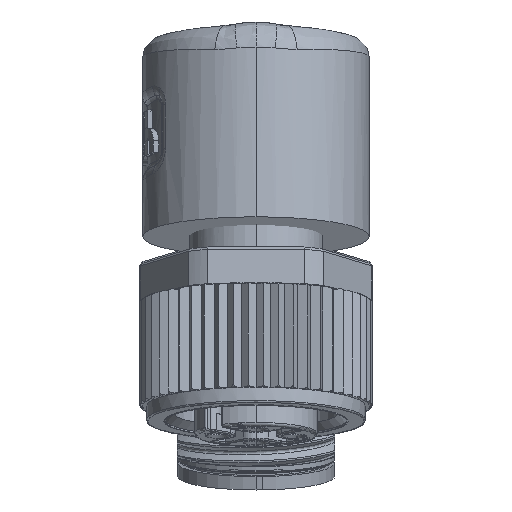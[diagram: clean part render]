
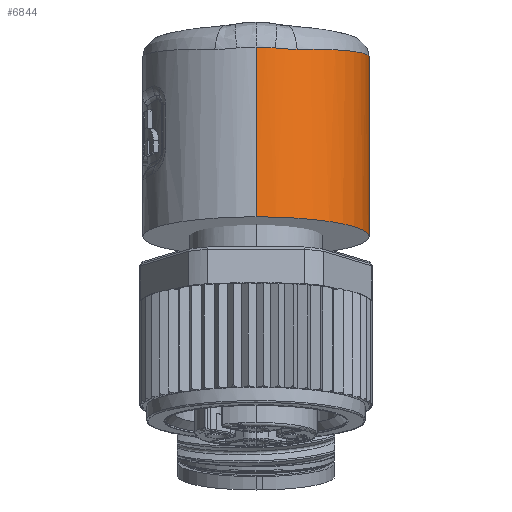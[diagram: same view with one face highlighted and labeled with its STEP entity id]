
A CAD part, front view. The second image highlights one B-rep face of the part: STEP entity #6844.
In plain terms, the highlighted cylindrical face has radius 7.5 mm (diameter 15 mm), a partial arc.
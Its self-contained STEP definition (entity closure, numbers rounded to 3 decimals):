
#6844=ADVANCED_FACE('',(#13726),#13727,.T.);
#13726=FACE_OUTER_BOUND('',#43589,.T.);
#13727=CYLINDRICAL_SURFACE('',#43590,7.5);
#43589=EDGE_LOOP('',(#64881,#64882,#64883,#64884,#64885,#64886,#64887,#64888,#64889,#64890,#64891));
#43590=AXIS2_PLACEMENT_3D('',#64892,#64893,#64894);
#64881=ORIENTED_EDGE('',*,*,#73099,.F.);
#64882=ORIENTED_EDGE('',*,*,#73103,.F.);
#64883=ORIENTED_EDGE('',*,*,#73240,.F.);
#64884=ORIENTED_EDGE('',*,*,#73241,.F.);
#64885=ORIENTED_EDGE('',*,*,#73242,.F.);
#64886=ORIENTED_EDGE('',*,*,#73105,.F.);
#64887=ORIENTED_EDGE('',*,*,#73095,.F.);
#64888=ORIENTED_EDGE('',*,*,#73243,.F.);
#64889=ORIENTED_EDGE('',*,*,#73150,.T.);
#64890=ORIENTED_EDGE('',*,*,#73244,.T.);
#64891=ORIENTED_EDGE('',*,*,#73092,.F.);
#64892=CARTESIAN_POINT('',(0.0,6.646,-7.682));
#64893=DIRECTION('',(0.0,-0.174,-0.985));
#64894=DIRECTION('',(0.0,-0.985,0.174));
#73092=EDGE_CURVE('',#84697,#84693,#84699,.T.);
#73095=EDGE_CURVE('',#84701,#84703,#84704,.T.);
#73099=EDGE_CURVE('',#84707,#84697,#84709,.T.);
#73103=EDGE_CURVE('',#84713,#84707,#84715,.T.);
#73105=EDGE_CURVE('',#84703,#84717,#84718,.T.);
#73150=EDGE_CURVE('',#84778,#84777,#84780,.T.);
#73240=EDGE_CURVE('',#84906,#84713,#84907,.T.);
#73241=EDGE_CURVE('',#84908,#84906,#84909,.T.);
#73242=EDGE_CURVE('',#84717,#84908,#84910,.T.);
#73243=EDGE_CURVE('',#84778,#84701,#84911,.T.);
#73244=EDGE_CURVE('',#84777,#84693,#84912,.T.);
#84693=VERTEX_POINT('',#110707);
#84697=VERTEX_POINT('',#110735);
#84699=B_SPLINE_CURVE_WITH_KNOTS('',3,(#110741,#110742,#110743,#110744,#110745,#110746,#110747,#110748,#110749,#110750,#110751,#110752,#110753,#110754,#110755,#110756,#110757,#110758,#110759,#110760,#110761,#110762),.UNSPECIFIED.,.F.,.F.,(4,1,1,1,1,1,1,1,1,1,1,1,1,1,1,1,1,1,1,4),(0.0,0.053,0.105,0.158,0.211,0.263,0.316,0.368,0.421,0.474,0.526,0.579,0.632,0.684,0.737,0.789,0.842,0.895,0.947,1.0),.UNSPECIFIED.);
#84701=VERTEX_POINT('',#110764);
#84703=VERTEX_POINT('',#110772);
#84704=B_SPLINE_CURVE_WITH_KNOTS('',3,(#110773,#110774,#110775,#110776,#110777,#110778,#110779,#110780),.UNSPECIFIED.,.F.,.F.,(4,1,1,1,1,4),(0.0,0.203,0.406,0.606,0.804,1.0),.UNSPECIFIED.);
#84707=VERTEX_POINT('',#110789);
#84709=B_SPLINE_CURVE_WITH_KNOTS('',3,(#110794,#110795,#110796,#110797,#110798,#110799),.UNSPECIFIED.,.F.,.F.,(4,1,1,4),(0.0,0.333,0.667,1.0),.UNSPECIFIED.);
#84713=VERTEX_POINT('',#110808);
#84715=B_SPLINE_CURVE_WITH_KNOTS('',3,(#110813,#110814,#110815,#110816,#110817,#110818),.UNSPECIFIED.,.F.,.F.,(4,1,1,4),(0.0,0.333,0.667,1.0),.UNSPECIFIED.);
#84717=VERTEX_POINT('',#110820);
#84718=B_SPLINE_CURVE_WITH_KNOTS('',3,(#110821,#110822,#110823,#110824,#110825,#110826),.UNSPECIFIED.,.F.,.F.,(4,1,1,4),(0.0,0.333,0.667,1.0),.UNSPECIFIED.);
#84777=VERTEX_POINT('',#111015);
#84778=VERTEX_POINT('',#111016);
#84780=CIRCLE('',#111018,7.5);
#84906=VERTEX_POINT('',#111729);
#84907=B_SPLINE_CURVE_WITH_KNOTS('',3,(#111730,#111731,#111732,#111733,#111734,#111735),.UNSPECIFIED.,.F.,.F.,(4,1,1,4),(0.0,0.333,0.667,1.0),.UNSPECIFIED.);
#84908=VERTEX_POINT('',#111736);
#84909=B_SPLINE_CURVE_WITH_KNOTS('',3,(#111737,#111738,#111739,#111740,#111741,#111742),.UNSPECIFIED.,.F.,.F.,(4,1,1,4),(0.0,0.333,0.667,1.0),.UNSPECIFIED.);
#84910=B_SPLINE_CURVE_WITH_KNOTS('',3,(#111743,#111744,#111745,#111746,#111747,#111748,#111749,#111750,#111751,#111752,#111753,#111754,#111755,#111756,#111757),.UNSPECIFIED.,.F.,.F.,(4,1,1,1,1,1,1,1,1,1,1,1,4),(0.0,0.083,0.167,0.25,0.333,0.417,0.5,0.583,0.667,0.75,0.833,0.917,1.0),.UNSPECIFIED.);
#84911=LINE('',#111758,#111759);
#84912=LINE('',#111760,#111761);
#110707=CARTESIAN_POINT('',(0.,14.348,-7.187));
#110735=CARTESIAN_POINT('',(6.536,11.568,-0.949));
#110741=CARTESIAN_POINT('',(6.536,11.568,-0.949));
#110742=CARTESIAN_POINT('',(6.52,11.574,-1.077));
#110743=CARTESIAN_POINT('',(6.481,11.598,-1.342));
#110744=CARTESIAN_POINT('',(6.394,11.67,-1.769));
#110745=CARTESIAN_POINT('',(6.273,11.784,-2.227));
#110746=CARTESIAN_POINT('',(6.109,11.942,-2.719));
#110747=CARTESIAN_POINT('',(5.893,12.145,-3.24));
#110748=CARTESIAN_POINT('',(5.622,12.382,-3.772));
#110749=CARTESIAN_POINT('',(5.296,12.642,-4.298));
#110750=CARTESIAN_POINT('',(4.928,12.904,-4.791));
#110751=CARTESIAN_POINT('',(4.528,13.155,-5.239));
#110752=CARTESIAN_POINT('',(4.105,13.387,-5.637));
#110753=CARTESIAN_POINT('',(3.667,13.595,-5.984));
#110754=CARTESIAN_POINT('',(3.219,13.777,-6.282));
#110755=CARTESIAN_POINT('',(2.764,13.934,-6.534));
#110756=CARTESIAN_POINT('',(2.305,14.064,-6.741));
#110757=CARTESIAN_POINT('',(1.844,14.169,-6.907));
#110758=CARTESIAN_POINT('',(1.381,14.25,-7.034));
#110759=CARTESIAN_POINT('',(0.918,14.307,-7.123));
#110760=CARTESIAN_POINT('',(0.457,14.341,-7.175));
#110761=CARTESIAN_POINT('',(0.152,14.348,-7.187));
#110762=CARTESIAN_POINT('',(0.,14.348,-7.187));
#110764=CARTESIAN_POINT('',(0.,1.239,4.847));
#110772=CARTESIAN_POINT('',(1.266,1.337,4.784));
#110773=CARTESIAN_POINT('',(0.,1.239,4.847));
#110774=CARTESIAN_POINT('',(0.086,1.239,4.847));
#110775=CARTESIAN_POINT('',(0.259,1.242,4.846));
#110776=CARTESIAN_POINT('',(0.516,1.254,4.839));
#110777=CARTESIAN_POINT('',(0.769,1.274,4.828));
#110778=CARTESIAN_POINT('',(1.019,1.302,4.81));
#110779=CARTESIAN_POINT('',(1.184,1.325,4.794));
#110780=CARTESIAN_POINT('',(1.266,1.337,4.784));
#110789=CARTESIAN_POINT('',(6.569,11.604,-0.401));
#110794=CARTESIAN_POINT('',(6.569,11.604,-0.401));
#110795=CARTESIAN_POINT('',(6.569,11.594,-0.458));
#110796=CARTESIAN_POINT('',(6.568,11.576,-0.576));
#110797=CARTESIAN_POINT('',(6.557,11.563,-0.758));
#110798=CARTESIAN_POINT('',(6.544,11.565,-0.885));
#110799=CARTESIAN_POINT('',(6.536,11.568,-0.949));
#110808=CARTESIAN_POINT('',(6.561,11.795,0.599));
#110813=CARTESIAN_POINT('',(6.561,11.795,0.599));
#110814=CARTESIAN_POINT('',(6.562,11.774,0.488));
#110815=CARTESIAN_POINT('',(6.564,11.732,0.266));
#110816=CARTESIAN_POINT('',(6.567,11.667,-0.067));
#110817=CARTESIAN_POINT('',(6.568,11.625,-0.29));
#110818=CARTESIAN_POINT('',(6.569,11.604,-0.401));
#110820=CARTESIAN_POINT('',(2.72,1.732,4.701));
#110821=CARTESIAN_POINT('',(1.266,1.337,4.784));
#110822=CARTESIAN_POINT('',(1.44,1.364,4.765));
#110823=CARTESIAN_POINT('',(1.781,1.43,4.731));
#110824=CARTESIAN_POINT('',(2.267,1.564,4.702));
#110825=CARTESIAN_POINT('',(2.572,1.673,4.699));
#110826=CARTESIAN_POINT('',(2.72,1.732,4.701));
#111015=CARTESIAN_POINT('',(0.,14.032,-8.984));
#111016=CARTESIAN_POINT('',(0.0,-0.741,-6.379));
#111018=AXIS2_PLACEMENT_3D('',#121425,#121426,#121427);
#111729=CARTESIAN_POINT('',(6.507,12.012,1.274));
#111730=CARTESIAN_POINT('',(6.507,12.012,1.274));
#111731=CARTESIAN_POINT('',(6.519,11.977,1.194));
#111732=CARTESIAN_POINT('',(6.539,11.913,1.038));
#111733=CARTESIAN_POINT('',(6.556,11.841,0.812));
#111734=CARTESIAN_POINT('',(6.561,11.808,0.669));
#111735=CARTESIAN_POINT('',(6.561,11.795,0.599));
#111736=CARTESIAN_POINT('',(5.818,13.425,3.511));
#111737=CARTESIAN_POINT('',(5.818,13.425,3.511));
#111738=CARTESIAN_POINT('',(5.945,13.22,3.248));
#111739=CARTESIAN_POINT('',(6.158,12.838,2.731));
#111740=CARTESIAN_POINT('',(6.378,12.363,1.986));
#111741=CARTESIAN_POINT('',(6.471,12.117,1.509));
#111742=CARTESIAN_POINT('',(6.507,12.012,1.274));
#111743=CARTESIAN_POINT('',(2.72,1.732,4.701));
#111744=CARTESIAN_POINT('',(3.086,1.877,4.707));
#111745=CARTESIAN_POINT('',(3.796,2.226,4.71));
#111746=CARTESIAN_POINT('',(4.763,2.904,4.689));
#111747=CARTESIAN_POINT('',(5.613,3.722,4.644));
#111748=CARTESIAN_POINT('',(6.321,4.651,4.577));
#111749=CARTESIAN_POINT('',(6.89,5.702,4.488));
#111750=CARTESIAN_POINT('',(7.282,6.819,4.381));
#111751=CARTESIAN_POINT('',(7.492,7.984,4.257));
#111752=CARTESIAN_POINT('',(7.52,9.138,4.124));
#111753=CARTESIAN_POINT('',(7.361,10.32,3.976));
#111754=CARTESIAN_POINT('',(7.019,11.445,3.823));
#111755=CARTESIAN_POINT('',(6.508,12.494,3.667));
#111756=CARTESIAN_POINT('',(6.063,13.128,3.563));
#111757=CARTESIAN_POINT('',(5.818,13.425,3.511));
#111758=CARTESIAN_POINT('',(0.0,-0.741,-6.379));
#111759=VECTOR('',#121447,11.4);
#111760=CARTESIAN_POINT('',(0.,14.032,-8.984));
#111761=VECTOR('',#121448,1.825);
#121425=CARTESIAN_POINT('',(0.0,6.646,-7.682));
#121426=DIRECTION('',(0.0,0.174,0.985));
#121427=DIRECTION('',(0.0,-0.985,0.174));
#121447=DIRECTION('',(0.,0.174,0.985));
#121448=DIRECTION('',(0.,0.174,0.985));
